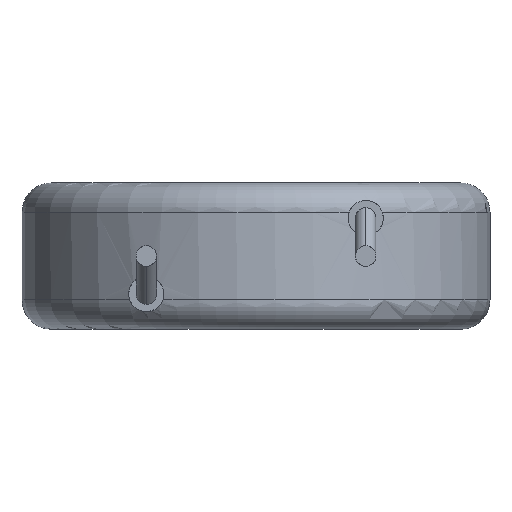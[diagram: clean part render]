
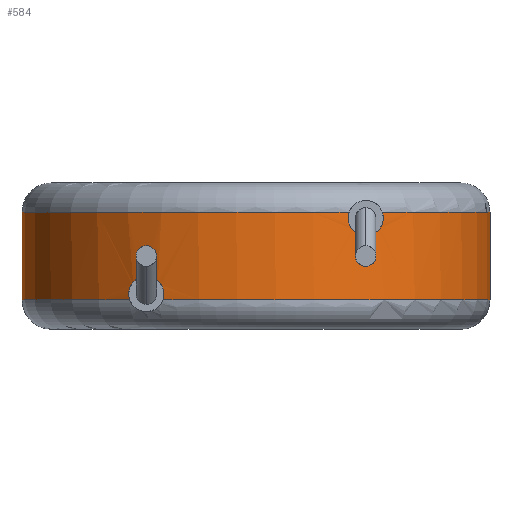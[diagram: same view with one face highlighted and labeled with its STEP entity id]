
A CAD part, front view. The second image highlights one B-rep face of the part: STEP entity #584.
In plain terms, the highlighted cylindrical face has radius 8 mm (diameter 16 mm), a partial arc.
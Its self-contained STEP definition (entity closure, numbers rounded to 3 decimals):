
#40 = CARTESIAN_POINT ( 'NONE',  ( -4.35, -6.714, 1.2 ) ) ;
#41 = AXIS2_PLACEMENT_3D ( 'NONE', #2974, #428, #729 ) ;
#53 = CARTESIAN_POINT ( 'NONE',  ( 4.282, -6.758, 3.508 ) ) ;
#76 = EDGE_CURVE ( 'NONE', #2303, #823, #2880, .T. ) ;
#95 = CARTESIAN_POINT ( 'NONE',  ( 8., 0., 4. ) ) ;
#101 = ORIENTED_EDGE ( 'NONE', *, *, #583, .T. ) ;
#187 = CARTESIAN_POINT ( 'NONE',  ( -3.611, -7.141, 1.802 ) ) ;
#215 = CIRCLE ( 'NONE', #2000, 8. ) ;
#260 = DIRECTION ( 'NONE',  ( -1., 0., 0. ) ) ;
#298 = FACE_OUTER_BOUND ( 'NONE', #2564, .T. ) ;
#371 = EDGE_CURVE ( 'NONE', #2495, #2303, #1165, .T. ) ;
#421 = CARTESIAN_POINT ( 'NONE',  ( -8., 0., 4. ) ) ;
#428 = DIRECTION ( 'NONE',  ( 0., 0., 1. ) ) ;
#453 = CARTESIAN_POINT ( 'NONE',  ( -4.35, -6.714, 1.2 ) ) ;
#455 = CARTESIAN_POINT ( 'NONE',  ( 3.174, -7.344, 3.605 ) ) ;
#496 = EDGE_CURVE ( 'NONE', #1738, #2320, #3242, .T. ) ;
#508 = CARTESIAN_POINT ( 'NONE',  ( 3.142, -7.357, 3.804 ) ) ;
#519 = EDGE_CURVE ( 'NONE', #1738, #1588, #1868, .T. ) ;
#525 = ORIENTED_EDGE ( 'NONE', *, *, #76, .T. ) ;
#532 = CARTESIAN_POINT ( 'NONE',  ( 3.572, -7.159, 3.22 ) ) ;
#534 = CARTESIAN_POINT ( 'NONE',  ( 0., 0., 4. ) ) ;
#583 = EDGE_CURVE ( 'NONE', #1551, #1092, #3217, .T. ) ;
#584 = ADVANCED_FACE ( 'NONE', ( #298 ), #2506, .T. ) ;
#596 = CARTESIAN_POINT ( 'NONE',  ( 4.316, -6.736, 4. ) ) ;
#610 = CARTESIAN_POINT ( 'NONE',  ( 3.75, -7.067, 3.2 ) ) ;
#684 = CARTESIAN_POINT ( 'NONE',  ( 3.184, -7.339, 4. ) ) ;
#712 = CARTESIAN_POINT ( 'NONE',  ( 8., 0., 5. ) ) ;
#729 = DIRECTION ( 'NONE',  ( 1., 0., 0. ) ) ;
#731 = VERTEX_POINT ( 'NONE', #40 ) ;
#734 = CARTESIAN_POINT ( 'NONE',  ( -3.15, -7.354, 1.2 ) ) ;
#768 = B_SPLINE_CURVE_WITH_KNOTS ( 'NONE', 3,
 ( #596, #2037, #2264, #1404, #53, #3170, #3406, #610 ),
 .UNSPECIFIED., .F., .F.,
 ( 4, 2, 2, 4 ),
 ( 0.001, 0.001, 0.001, 0.002 ),
 .UNSPECIFIED. ) ;
#823 = VERTEX_POINT ( 'NONE', #2138 ) ;
#828 = CARTESIAN_POINT ( 'NONE',  ( -3.284, -7.295, 1.586 ) ) ;
#875 = CARTESIAN_POINT ( 'NONE',  ( -4.35, -6.714, 1.284 ) ) ;
#970 = CARTESIAN_POINT ( 'NONE',  ( -4.316, -6.736, 1. ) ) ;
#978 = EDGE_CURVE ( 'NONE', #731, #1551, #1242, .T. ) ;
#982 = VERTEX_POINT ( 'NONE', #3037 ) ;
#1007 = CARTESIAN_POINT ( 'NONE',  ( 3.151, -7.353, 3.907 ) ) ;
#1092 = VERTEX_POINT ( 'NONE', #2774 ) ;
#1165 = LINE ( 'NONE', #1749, #2885 ) ;
#1177 = DIRECTION ( 'NONE',  ( 0., 0., -1. ) ) ;
#1215 = CIRCLE ( 'NONE', #41, 8. ) ;
#1242 = B_SPLINE_CURVE_WITH_KNOTS ( 'NONE', 3,
 ( #3290, #875, #1752, #1454, #1478, #1709, #1863, #187, #1598, #828, #1984, #3420, #3072, #734 ),
 .UNSPECIFIED., .F., .F.,
 ( 4, 2, 2, 2, 2, 2, 4 ),
 ( 0., 0., 0.001, 0.001, 0.002, 0.002, 0.002 ),
 .UNSPECIFIED. ) ;
#1291 = CARTESIAN_POINT ( 'NONE',  ( -3.15, -7.354, 1.2 ) ) ;
#1293 = DIRECTION ( 'NONE',  ( 0., 0., -1. ) ) ;
#1331 = CARTESIAN_POINT ( 'NONE',  ( 3.662, -7.113, 3.2 ) ) ;
#1404 = CARTESIAN_POINT ( 'NONE',  ( 4.325, -6.73, 3.601 ) ) ;
#1425 = ORIENTED_EDGE ( 'NONE', *, *, #3167, .T. ) ;
#1454 = CARTESIAN_POINT ( 'NONE',  ( -4.266, -6.768, 1.516 ) ) ;
#1478 = CARTESIAN_POINT ( 'NONE',  ( -4.219, -6.797, 1.582 ) ) ;
#1529 = ORIENTED_EDGE ( 'NONE', *, *, #1755, .T. ) ;
#1551 = VERTEX_POINT ( 'NONE', #1291 ) ;
#1588 = VERTEX_POINT ( 'NONE', #1951 ) ;
#1598 = CARTESIAN_POINT ( 'NONE',  ( -3.458, -7.215, 1.748 ) ) ;
#1600 = CARTESIAN_POINT ( 'NONE',  ( 4.316, -6.736, 4. ) ) ;
#1604 = EDGE_CURVE ( 'NONE', #2125, #2495, #215, .T. ) ;
#1648 = CARTESIAN_POINT ( 'NONE',  ( -3.15, -7.354, 1.132 ) ) ;
#1669 = DIRECTION ( 'NONE',  ( 0., 0., -1. ) ) ;
#1671 = CARTESIAN_POINT ( 'NONE',  ( 0., 0., 5. ) ) ;
#1688 = ORIENTED_EDGE ( 'NONE', *, *, #1913, .T. ) ;
#1709 = CARTESIAN_POINT ( 'NONE',  ( -4.051, -6.9, 1.741 ) ) ;
#1738 = VERTEX_POINT ( 'NONE', #95 ) ;
#1744 = DIRECTION ( 'NONE',  ( 1., 0., 0. ) ) ;
#1748 = ORIENTED_EDGE ( 'NONE', *, *, #978, .T. ) ;
#1749 = CARTESIAN_POINT ( 'NONE',  ( -8., 0., 5. ) ) ;
#1752 = CARTESIAN_POINT ( 'NONE',  ( -4.332, -6.726, 1.368 ) ) ;
#1755 = EDGE_CURVE ( 'NONE', #823, #731, #2728, .T. ) ;
#1768 = ORIENTED_EDGE ( 'NONE', *, *, #371, .T. ) ;
#1863 = CARTESIAN_POINT ( 'NONE',  ( -3.906, -6.984, 1.798 ) ) ;
#1868 = LINE ( 'NONE', #712, #3435 ) ;
#1913 = EDGE_CURVE ( 'NONE', #2320, #982, #768, .T. ) ;
#1950 = CARTESIAN_POINT ( 'NONE',  ( 3.215, -7.326, 3.512 ) ) ;
#1951 = CARTESIAN_POINT ( 'NONE',  ( 8., 0., 1. ) ) ;
#1984 = CARTESIAN_POINT ( 'NONE',  ( -3.235, -7.317, 1.518 ) ) ;
#2000 = AXIS2_PLACEMENT_3D ( 'NONE', #534, #1669, #1744 ) ;
#2037 = CARTESIAN_POINT ( 'NONE',  ( 4.349, -6.715, 3.906 ) ) ;
#2070 = DIRECTION ( 'NONE',  ( 0., 0., 1. ) ) ;
#2125 = VERTEX_POINT ( 'NONE', #684 ) ;
#2138 = CARTESIAN_POINT ( 'NONE',  ( -4.316, -6.736, 1. ) ) ;
#2192 = CARTESIAN_POINT ( 'NONE',  ( 3.408, -7.238, 3.299 ) ) ;
#2226 = CARTESIAN_POINT ( 'NONE',  ( 3.75, -7.067, 3.2 ) ) ;
#2229 = CARTESIAN_POINT ( 'NONE',  ( -3.15, -7.354, 1.2 ) ) ;
#2264 = CARTESIAN_POINT ( 'NONE',  ( 4.359, -6.708, 3.801 ) ) ;
#2286 = ORIENTED_EDGE ( 'NONE', *, *, #519, .F. ) ;
#2303 = VERTEX_POINT ( 'NONE', #2752 ) ;
#2312 = DIRECTION ( 'NONE',  ( 1., 0., 0. ) ) ;
#2320 = VERTEX_POINT ( 'NONE', #1600 ) ;
#2421 = CARTESIAN_POINT ( 'NONE',  ( -4.35, -6.714, 1.132 ) ) ;
#2427 = DIRECTION ( 'NONE',  ( 0., 0., -1. ) ) ;
#2458 = DIRECTION ( 'NONE',  ( 1., 0., 0. ) ) ;
#2482 = CARTESIAN_POINT ( 'NONE',  ( 3.184, -7.339, 4. ) ) ;
#2495 = VERTEX_POINT ( 'NONE', #421 ) ;
#2506 = CYLINDRICAL_SURFACE ( 'NONE', #2825, 8. ) ;
#2564 = EDGE_LOOP ( 'NONE', ( #2286, #2866, #1688, #1425, #3341, #1768, #525, #1529, #1748, #101, #2785 ) ) ;
#2592 = B_SPLINE_CURVE_WITH_KNOTS ( 'NONE', 3,
 ( #2226, #1331, #532, #2192, #3346, #1950, #455, #508, #1007, #2482 ),
 .UNSPECIFIED., .F., .F.,
 ( 4, 2, 2, 2, 4 ),
 ( 0.002, 0.002, 0.003, 0.003, 0.003 ),
 .UNSPECIFIED. ) ;
#2728 = B_SPLINE_CURVE_WITH_KNOTS ( 'NONE', 3,
 ( #970, #3535, #2421, #453 ),
 .UNSPECIFIED., .F., .F.,
 ( 4, 4 ),
 ( 0., 0. ),
 .UNSPECIFIED. ) ;
#2752 = CARTESIAN_POINT ( 'NONE',  ( -8., 0., 1. ) ) ;
#2757 = DIRECTION ( 'NONE',  ( 0., 0., -1. ) ) ;
#2774 = CARTESIAN_POINT ( 'NONE',  ( -3.184, -7.339, 1. ) ) ;
#2785 = ORIENTED_EDGE ( 'NONE', *, *, #2840, .T. ) ;
#2816 = CARTESIAN_POINT ( 'NONE',  ( -3.184, -7.339, 1. ) ) ;
#2819 = AXIS2_PLACEMENT_3D ( 'NONE', #2926, #2070, #2312 ) ;
#2825 = AXIS2_PLACEMENT_3D ( 'NONE', #1671, #2757, #260 ) ;
#2840 = EDGE_CURVE ( 'NONE', #1092, #1588, #1215, .T. ) ;
#2866 = ORIENTED_EDGE ( 'NONE', *, *, #496, .T. ) ;
#2880 = CIRCLE ( 'NONE', #2819, 8. ) ;
#2885 = VECTOR ( 'NONE', #1177, 1000. ) ;
#2926 = CARTESIAN_POINT ( 'NONE',  ( 0., 0., 1. ) ) ;
#2973 = CARTESIAN_POINT ( 'NONE',  ( 0., 0., 4. ) ) ;
#2974 = CARTESIAN_POINT ( 'NONE',  ( 0., 0., 1. ) ) ;
#3037 = CARTESIAN_POINT ( 'NONE',  ( 3.75, -7.067, 3.2 ) ) ;
#3072 = CARTESIAN_POINT ( 'NONE',  ( -3.15, -7.354, 1.284 ) ) ;
#3167 = EDGE_CURVE ( 'NONE', #982, #2125, #2592, .T. ) ;
#3170 = CARTESIAN_POINT ( 'NONE',  ( 4.108, -6.866, 3.282 ) ) ;
#3217 = B_SPLINE_CURVE_WITH_KNOTS ( 'NONE', 3,
 ( #2229, #1648, #3412, #2816 ),
 .UNSPECIFIED., .F., .F.,
 ( 4, 4 ),
 ( 0.002, 0.002 ),
 .UNSPECIFIED. ) ;
#3242 = CIRCLE ( 'NONE', #3551, 8. ) ;
#3290 = CARTESIAN_POINT ( 'NONE',  ( -4.35, -6.714, 1.2 ) ) ;
#3341 = ORIENTED_EDGE ( 'NONE', *, *, #1604, .T. ) ;
#3346 = CARTESIAN_POINT ( 'NONE',  ( 3.332, -7.273, 3.359 ) ) ;
#3406 = CARTESIAN_POINT ( 'NONE',  ( 3.929, -6.972, 3.2 ) ) ;
#3412 = CARTESIAN_POINT ( 'NONE',  ( -3.162, -7.349, 1.064 ) ) ;
#3420 = CARTESIAN_POINT ( 'NONE',  ( -3.168, -7.346, 1.368 ) ) ;
#3435 = VECTOR ( 'NONE', #2427, 1000. ) ;
#3535 = CARTESIAN_POINT ( 'NONE',  ( -4.338, -6.722, 1.064 ) ) ;
#3551 = AXIS2_PLACEMENT_3D ( 'NONE', #2973, #1293, #2458 ) ;
